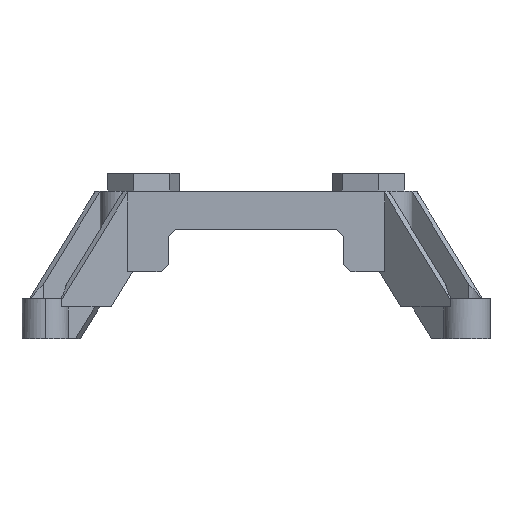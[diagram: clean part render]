
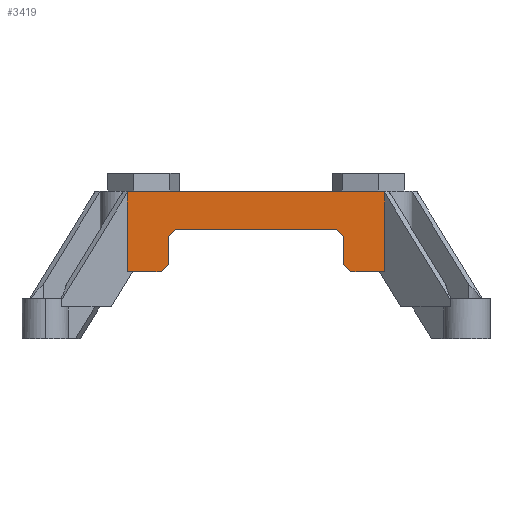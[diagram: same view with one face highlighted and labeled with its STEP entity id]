
A CAD part, left-side view. The second image highlights one B-rep face of the part: STEP entity #3419.
In plain terms, the highlighted planar face has unit normal (-1, 0, 0).
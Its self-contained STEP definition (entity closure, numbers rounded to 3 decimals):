
#166 = CARTESIAN_POINT ( 'NONE',  ( -23., -12.5, -4.5 ) ) ;
#217 = CARTESIAN_POINT ( 'NONE',  ( -23., -18.333, 1.73 ) ) ;
#234 = EDGE_CURVE ( 'NONE', #858, #7028, #5776, .T. ) ;
#329 = EDGE_CURVE ( 'NONE', #1575, #7501, #1141, .T. ) ;
#401 = CARTESIAN_POINT ( 'NONE',  ( -23., -32.798, -10.071 ) ) ;
#551 = ORIENTED_EDGE ( 'NONE', *, *, #1615, .F. ) ;
#681 = VECTOR ( 'NONE', #7640, 1000. ) ;
#745 = EDGE_CURVE ( 'NONE', #5284, #7501, #2678, .T. ) ;
#766 = VECTOR ( 'NONE', #2717, 1000. ) ;
#858 = VERTEX_POINT ( 'NONE', #6021 ) ;
#869 = DIRECTION ( 'NONE',  ( 0., -1., 0. ) ) ;
#879 = CARTESIAN_POINT ( 'NONE',  ( -23., -18.333, -9.5 ) ) ;
#898 = DIRECTION ( 'NONE',  ( 0., 0., -1. ) ) ;
#929 = VECTOR ( 'NONE', #869, 1000. ) ;
#931 = EDGE_CURVE ( 'NONE', #858, #5270, #1477, .T. ) ;
#933 = CARTESIAN_POINT ( 'NONE',  ( -23., -18.333, 22.431 ) ) ;
#941 = VERTEX_POINT ( 'NONE', #5255 ) ;
#1140 = VERTEX_POINT ( 'NONE', #3317 ) ;
#1141 = LINE ( 'NONE', #6735, #8936 ) ;
#1375 = LINE ( 'NONE', #401, #8007 ) ;
#1477 = LINE ( 'NONE', #9631, #7618 ) ;
#1510 = CARTESIAN_POINT ( 'NONE',  ( -23., 0., 2. ) ) ;
#1575 = VERTEX_POINT ( 'NONE', #2272 ) ;
#1615 = EDGE_CURVE ( 'NONE', #1575, #4722, #4447, .T. ) ;
#2067 = CARTESIAN_POINT ( 'NONE',  ( -23., 21.295, -0.687 ) ) ;
#2082 = ORIENTED_EDGE ( 'NONE', *, *, #931, .T. ) ;
#2215 = CARTESIAN_POINT ( 'NONE',  ( -23., 0., -9.5 ) ) ;
#2257 = VERTEX_POINT ( 'NONE', #217 ) ;
#2272 = CARTESIAN_POINT ( 'NONE',  ( -23., -12.5, -8.5 ) ) ;
#2505 = CARTESIAN_POINT ( 'NONE',  ( -23., 13.25, -9.25 ) ) ;
#2632 = ORIENTED_EDGE ( 'NONE', *, *, #6048, .T. ) ;
#2678 = LINE ( 'NONE', #7247, #766 ) ;
#2717 = DIRECTION ( 'NONE',  ( 0., 1., 0. ) ) ;
#2830 = LINE ( 'NONE', #9090, #681 ) ;
#2903 = CARTESIAN_POINT ( 'NONE',  ( -23., 12.5, -4.5 ) ) ;
#2917 = ORIENTED_EDGE ( 'NONE', *, *, #745, .F. ) ;
#2981 = PLANE ( 'NONE',  #7069 ) ;
#3036 = CARTESIAN_POINT ( 'NONE',  ( -23., 12.5, -8.5 ) ) ;
#3112 = CARTESIAN_POINT ( 'NONE',  ( -23., 18.333, -9.5 ) ) ;
#3260 = CARTESIAN_POINT ( 'NONE',  ( -23., 11.5, -3.5 ) ) ;
#3261 = EDGE_CURVE ( 'NONE', #7613, #6391, #6057, .T. ) ;
#3290 = DIRECTION ( 'NONE',  ( 0., -0.707, 0.707 ) ) ;
#3317 = CARTESIAN_POINT ( 'NONE',  ( -23., 13.5, -9.5 ) ) ;
#3409 = CARTESIAN_POINT ( 'NONE',  ( -23., -11.5, -3.5 ) ) ;
#3419 = ADVANCED_FACE ( 'NONE', ( #9093 ), #2981, .T. ) ;
#3783 = VECTOR ( 'NONE', #9724, 1000. ) ;
#3790 = CARTESIAN_POINT ( 'NONE',  ( -23., -12.5, -4.5 ) ) ;
#3800 = VECTOR ( 'NONE', #7177, 1000. ) ;
#4065 = VECTOR ( 'NONE', #898, 1000. ) ;
#4074 = EDGE_CURVE ( 'NONE', #7028, #941, #8381, .T. ) ;
#4095 = ORIENTED_EDGE ( 'NONE', *, *, #8847, .F. ) ;
#4102 = ORIENTED_EDGE ( 'NONE', *, *, #4735, .T. ) ;
#4421 = LINE ( 'NONE', #933, #4065 ) ;
#4447 = LINE ( 'NONE', #7812, #6454 ) ;
#4486 = DIRECTION ( 'NONE',  ( 0., -0.707, -0.707 ) ) ;
#4557 = EDGE_CURVE ( 'NONE', #1140, #5270, #9791, .T. ) ;
#4633 = ORIENTED_EDGE ( 'NONE', *, *, #329, .T. ) ;
#4722 = VERTEX_POINT ( 'NONE', #3790 ) ;
#4735 = EDGE_CURVE ( 'NONE', #5727, #4921, #2830, .T. ) ;
#4877 = LINE ( 'NONE', #166, #8172 ) ;
#4921 = VERTEX_POINT ( 'NONE', #3409 ) ;
#5255 = CARTESIAN_POINT ( 'NONE',  ( -23., -18.002, 2. ) ) ;
#5258 = ORIENTED_EDGE ( 'NONE', *, *, #4074, .F. ) ;
#5270 = VERTEX_POINT ( 'NONE', #3112 ) ;
#5284 = VERTEX_POINT ( 'NONE', #879 ) ;
#5727 = VERTEX_POINT ( 'NONE', #9603 ) ;
#5776 = LINE ( 'NONE', #2067, #9535 ) ;
#5817 = DIRECTION ( 'NONE',  ( 0., 0.775, 0.632 ) ) ;
#5911 = DIRECTION ( 'NONE',  ( 0., -0.775, 0.632 ) ) ;
#5917 = ORIENTED_EDGE ( 'NONE', *, *, #4557, .F. ) ;
#5967 = CARTESIAN_POINT ( 'NONE',  ( -23., -13.5, -9.5 ) ) ;
#5976 = CARTESIAN_POINT ( 'NONE',  ( -23., 19., -3.5 ) ) ;
#6021 = CARTESIAN_POINT ( 'NONE',  ( -23., 18.333, 1.73 ) ) ;
#6048 = EDGE_CURVE ( 'NONE', #6391, #5727, #8948, .T. ) ;
#6057 = LINE ( 'NONE', #9346, #3800 ) ;
#6147 = DIRECTION ( 'NONE',  ( 0., -0.707, -0.707 ) ) ;
#6323 = DIRECTION ( 'NONE',  ( 0., -0.707, 0.707 ) ) ;
#6391 = VERTEX_POINT ( 'NONE', #2903 ) ;
#6454 = VECTOR ( 'NONE', #8462, 1000. ) ;
#6735 = CARTESIAN_POINT ( 'NONE',  ( -23., 5.75, 9.75 ) ) ;
#6836 = ORIENTED_EDGE ( 'NONE', *, *, #9630, .T. ) ;
#7028 = VERTEX_POINT ( 'NONE', #8198 ) ;
#7069 = AXIS2_PLACEMENT_3D ( 'NONE', #5976, #9047, #9770 ) ;
#7177 = DIRECTION ( 'NONE',  ( 0., 0., 1. ) ) ;
#7247 = CARTESIAN_POINT ( 'NONE',  ( -23., 0., -9.5 ) ) ;
#7501 = VERTEX_POINT ( 'NONE', #5967 ) ;
#7613 = VERTEX_POINT ( 'NONE', #3036 ) ;
#7618 = VECTOR ( 'NONE', #9757, 1000. ) ;
#7640 = DIRECTION ( 'NONE',  ( 0., -1., 0. ) ) ;
#7796 = EDGE_LOOP ( 'NONE', ( #551, #4633, #2917, #4095, #6836, #5258, #9495, #2082, #5917, #8478, #8648, #2632, #4102, #9769 ) ) ;
#7812 = CARTESIAN_POINT ( 'NONE',  ( -23., -12.5, -3.5 ) ) ;
#7883 = EDGE_CURVE ( 'NONE', #1140, #7613, #9731, .T. ) ;
#8007 = VECTOR ( 'NONE', #5817, 1000. ) ;
#8017 = VECTOR ( 'NONE', #6323, 1000. ) ;
#8172 = VECTOR ( 'NONE', #6147, 1000. ) ;
#8198 = CARTESIAN_POINT ( 'NONE',  ( -23., 18.002, 2. ) ) ;
#8381 = LINE ( 'NONE', #1510, #929 ) ;
#8462 = DIRECTION ( 'NONE',  ( 0., 0., 1. ) ) ;
#8478 = ORIENTED_EDGE ( 'NONE', *, *, #7883, .T. ) ;
#8648 = ORIENTED_EDGE ( 'NONE', *, *, #3261, .T. ) ;
#8847 = EDGE_CURVE ( 'NONE', #2257, #5284, #4421, .T. ) ;
#8936 = VECTOR ( 'NONE', #4486, 1000. ) ;
#8948 = LINE ( 'NONE', #3260, #8017 ) ;
#9047 = DIRECTION ( 'NONE',  ( -1., 0., 0. ) ) ;
#9090 = CARTESIAN_POINT ( 'NONE',  ( -23., 19., -3.5 ) ) ;
#9093 = FACE_OUTER_BOUND ( 'NONE', #7796, .T. ) ;
#9336 = EDGE_CURVE ( 'NONE', #4921, #4722, #4877, .T. ) ;
#9346 = CARTESIAN_POINT ( 'NONE',  ( -23., 12.5, -3.5 ) ) ;
#9495 = ORIENTED_EDGE ( 'NONE', *, *, #234, .F. ) ;
#9535 = VECTOR ( 'NONE', #5911, 1000. ) ;
#9603 = CARTESIAN_POINT ( 'NONE',  ( -23., 11.5, -3.5 ) ) ;
#9610 = VECTOR ( 'NONE', #3290, 1000. ) ;
#9630 = EDGE_CURVE ( 'NONE', #2257, #941, #1375, .T. ) ;
#9631 = CARTESIAN_POINT ( 'NONE',  ( -23., 18.333, -3.5 ) ) ;
#9724 = DIRECTION ( 'NONE',  ( 0., 1., 0. ) ) ;
#9731 = LINE ( 'NONE', #2505, #9610 ) ;
#9757 = DIRECTION ( 'NONE',  ( 0., 0., -1. ) ) ;
#9769 = ORIENTED_EDGE ( 'NONE', *, *, #9336, .T. ) ;
#9770 = DIRECTION ( 'NONE',  ( 0., 0., -1. ) ) ;
#9791 = LINE ( 'NONE', #2215, #3783 ) ;
